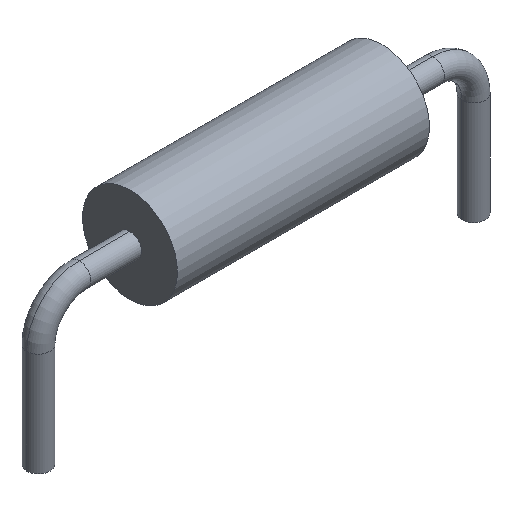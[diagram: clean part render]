
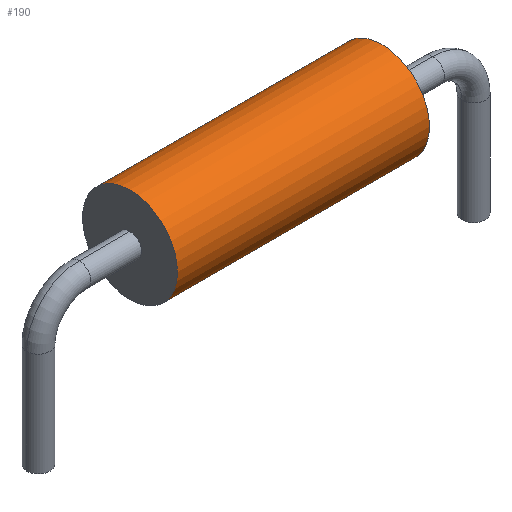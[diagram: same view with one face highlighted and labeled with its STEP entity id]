
A CAD part, isometric view. The second image highlights one B-rep face of the part: STEP entity #190.
In plain terms, the highlighted cylindrical face has radius 1.245 mm (diameter 2.489 mm), a full revolution.
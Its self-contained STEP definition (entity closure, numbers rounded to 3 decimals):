
#190=ADVANCED_FACE($,(#196,#195),#213,.T.);
#195=FACE_BOUND($,#200,.T.);
#196=FACE_OUTER_BOUND($,#199,.T.);
#199=EDGE_LOOP($,(#209));
#200=EDGE_LOOP($,(#210));
#203=CIRCLE($,#216,1.245);
#204=CIRCLE($,#217,1.245);
#205=VERTEX_POINT('',#234);
#206=VERTEX_POINT('',#236);
#207=EDGE_CURVE($,#205,#205,#203,.T.);
#208=EDGE_CURVE($,#206,#206,#204,.T.);
#209=ORIENTED_EDGE($,*,*,#207,.F.);
#210=ORIENTED_EDGE($,*,*,#208,.F.);
#213=CYLINDRICAL_SURFACE($,#215,1.245);
#215=AXIS2_PLACEMENT_3D($,#233,#222,#223);
#216=AXIS2_PLACEMENT_3D($,#235,#224,#225);
#217=AXIS2_PLACEMENT_3D($,#237,#226,#227);
#222=DIRECTION('',(-1.,0.,0.));
#223=DIRECTION('',(0.,0.,1.));
#224=DIRECTION('',(-1.,0.,0.));
#225=DIRECTION('',(0.,0.,1.));
#226=DIRECTION('',(1.,0.,0.));
#227=DIRECTION('',(0.,0.,1.));
#233=CARTESIAN_POINT('',(9.004,0.0,1.245));
#234=CARTESIAN_POINT('',(2.4,0.0,0.0));
#235=CARTESIAN_POINT('',(2.4,0.0,1.245));
#236=CARTESIAN_POINT('',(9.004,0.0,0.0));
#237=CARTESIAN_POINT('',(9.004,0.0,1.245));
